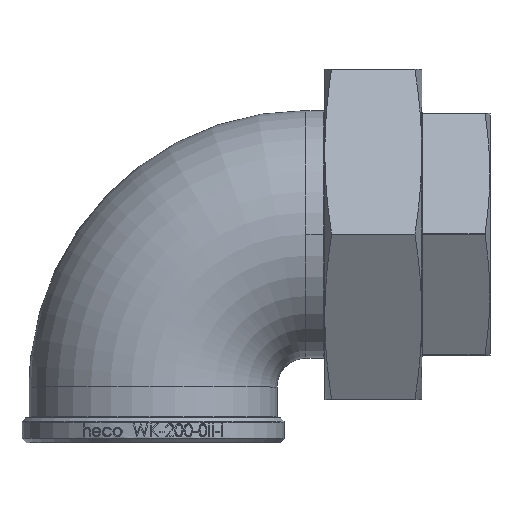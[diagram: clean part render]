
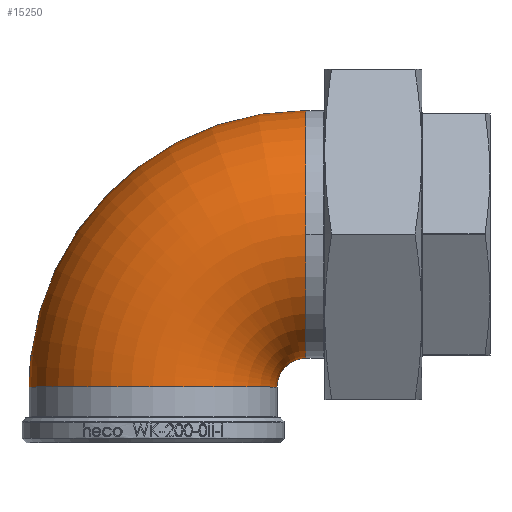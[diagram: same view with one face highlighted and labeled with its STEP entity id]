
A CAD part, top view. The second image highlights one B-rep face of the part: STEP entity #15250.
In plain terms, the highlighted toroidal (fillet/blend) face has major radius 42.5 mm and minor radius 34.5 mm.
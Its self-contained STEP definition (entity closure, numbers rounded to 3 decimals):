
#393 = CIRCLE ( 'NONE', #10431, 34.5 ) ;
#1143 = DIRECTION ( 'NONE',  ( 1., 0., 0. ) ) ;
#1288 = AXIS2_PLACEMENT_3D ( 'NONE', #2889, #16989, #3105 ) ;
#1657 = VERTEX_POINT ( 'NONE', #18449 ) ;
#2583 = TOROIDAL_SURFACE ( 'NONE', #1288, 42.5, 34.5 ) ;
#2882 = CARTESIAN_POINT ( 'NONE',  ( -33.449, 24.3, 6.098 ) ) ;
#2889 = CARTESIAN_POINT ( 'NONE',  ( 42.5, 15.5, 0. ) ) ;
#3105 = DIRECTION ( 'NONE',  ( 0., 1., 0. ) ) ;
#3310 = ORIENTED_EDGE ( 'NONE', *, *, #20039, .F. ) ;
#3624 = AXIS2_PLACEMENT_3D ( 'NONE', #8556, #6508, #13607 ) ;
#4275 = AXIS2_PLACEMENT_3D ( 'NONE', #4523, #9416, #4358 ) ;
#4289 = CIRCLE ( 'NONE', #15886, 34.5 ) ;
#4358 = DIRECTION ( 'NONE',  ( 0., 1., 0. ) ) ;
#4523 = CARTESIAN_POINT ( 'NONE',  ( 42.5, 15.5, 0. ) ) ;
#4675 = DIRECTION ( 'NONE',  ( 0., 1., 0. ) ) ;
#4844 = ORIENTED_EDGE ( 'NONE', *, *, #9084, .F. ) ;
#5675 = ORIENTED_EDGE ( 'NONE', *, *, #14581, .F. ) ;
#6086 = ORIENTED_EDGE ( 'NONE', *, *, #13855, .T. ) ;
#6096 = DIRECTION ( 'NONE',  ( 0., 1., 0. ) ) ;
#6335 = CARTESIAN_POINT ( 'NONE',  ( -33.449, 24.3, 6.098 ) ) ;
#6508 = DIRECTION ( 'NONE',  ( 0., 0., -1. ) ) ;
#7306 = CIRCLE ( 'NONE', #4275, 77. ) ;
#7311 = VERTEX_POINT ( 'NONE', #20897 ) ;
#7542 = EDGE_CURVE ( 'NONE', #7311, #15400, #20495, .T. ) ;
#7754 = CARTESIAN_POINT ( 'NONE',  ( 42.5, 58., 34.5 ) ) ;
#8341 = CARTESIAN_POINT ( 'NONE',  ( -33.816, 24.3, 4.065 ) ) ;
#8448 = DIRECTION ( 'NONE',  ( 0., -1., 0. ) ) ;
#8556 = CARTESIAN_POINT ( 'NONE',  ( 42.5, 15.5, 0. ) ) ;
#9084 = EDGE_CURVE ( 'NONE', #11562, #18794, #9130, .T. ) ;
#9130 = CIRCLE ( 'NONE', #11008, 77. ) ;
#9416 = DIRECTION ( 'NONE',  ( 0., 0., -1. ) ) ;
#9675 = ORIENTED_EDGE ( 'NONE', *, *, #7542, .T. ) ;
#10341 = CARTESIAN_POINT ( 'NONE',  ( 0., 15.5, 0. ) ) ;
#10362 = EDGE_CURVE ( 'NONE', #1657, #13491, #20123, .T. ) ;
#10431 = AXIS2_PLACEMENT_3D ( 'NONE', #13641, #1143, #19005 ) ;
#11008 = AXIS2_PLACEMENT_3D ( 'NONE', #15377, #22320, #4675 ) ;
#11562 = VERTEX_POINT ( 'NONE', #16990 ) ;
#11600 = CARTESIAN_POINT ( 'NONE',  ( -34., 24.261, 0. ) ) ;
#13325 = VERTEX_POINT ( 'NONE', #7754 ) ;
#13350 = CARTESIAN_POINT ( 'NONE',  ( -34., 24.261, 0. ) ) ;
#13491 = VERTEX_POINT ( 'NONE', #15305 ) ;
#13517 = CARTESIAN_POINT ( 'NONE',  ( -34., 24.261, 2.033 ) ) ;
#13607 = DIRECTION ( 'NONE',  ( 0., 1., 0. ) ) ;
#13641 = CARTESIAN_POINT ( 'NONE',  ( 42.5, 58., 0. ) ) ;
#13855 = EDGE_CURVE ( 'NONE', #13491, #18794, #15022, .T. ) ;
#14581 = EDGE_CURVE ( 'NONE', #7311, #11562, #4289, .T. ) ;
#14613 = ORIENTED_EDGE ( 'NONE', *, *, #10362, .T. ) ;
#15022 = B_SPLINE_CURVE_WITH_KNOTS ( 'NONE', 3,
 ( #6335, #15276, #13517, #13350 ),
 .UNSPECIFIED., .F., .F.,
 ( 4, 4 ),
 ( 0., 0.006 ),
 .UNSPECIFIED. ) ;
#15250 = ADVANCED_FACE ( 'NONE', ( #15296 ), #2583, .T. ) ;
#15276 = CARTESIAN_POINT ( 'NONE',  ( -33.819, 24.273, 4.065 ) ) ;
#15296 = FACE_OUTER_BOUND ( 'NONE', #15459, .T. ) ;
#15305 = CARTESIAN_POINT ( 'NONE',  ( -33.449, 24.3, 6.098 ) ) ;
#15377 = CARTESIAN_POINT ( 'NONE',  ( 42.5, 15.5, 0. ) ) ;
#15400 = VERTEX_POINT ( 'NONE', #17873 ) ;
#15442 = ORIENTED_EDGE ( 'NONE', *, *, #15555, .F. ) ;
#15459 = EDGE_LOOP ( 'NONE', ( #4844, #5675, #9675, #15442, #18550, #3310, #14613, #6086 ) ) ;
#15555 = EDGE_CURVE ( 'NONE', #13325, #15400, #19133, .T. ) ;
#15886 = AXIS2_PLACEMENT_3D ( 'NONE', #10341, #8448, #20791 ) ;
#16984 = EDGE_CURVE ( 'NONE', #19047, #13325, #393, .T. ) ;
#16989 = DIRECTION ( 'NONE',  ( 0., 0., -1. ) ) ;
#16990 = CARTESIAN_POINT ( 'NONE',  ( -34.5, 15.5, 0. ) ) ;
#17211 = CARTESIAN_POINT ( 'NONE',  ( -33.995, 24.3, 2.033 ) ) ;
#17873 = CARTESIAN_POINT ( 'NONE',  ( 42.5, 23.5, 0. ) ) ;
#18111 = AXIS2_PLACEMENT_3D ( 'NONE', #20189, #20277, #6096 ) ;
#18449 = CARTESIAN_POINT ( 'NONE',  ( -33.995, 24.3, 0. ) ) ;
#18550 = ORIENTED_EDGE ( 'NONE', *, *, #16984, .F. ) ;
#18794 = VERTEX_POINT ( 'NONE', #11600 ) ;
#19005 = DIRECTION ( 'NONE',  ( 0., 1., 0. ) ) ;
#19047 = VERTEX_POINT ( 'NONE', #22220 ) ;
#19133 = CIRCLE ( 'NONE', #18111, 34.5 ) ;
#20039 = EDGE_CURVE ( 'NONE', #1657, #19047, #7306, .T. ) ;
#20123 = B_SPLINE_CURVE_WITH_KNOTS ( 'NONE', 3,
 ( #22526, #17211, #8341, #2882 ),
 .UNSPECIFIED., .F., .F.,
 ( 4, 4 ),
 ( 0.006, 0.012 ),
 .UNSPECIFIED. ) ;
#20189 = CARTESIAN_POINT ( 'NONE',  ( 42.5, 58., 0. ) ) ;
#20277 = DIRECTION ( 'NONE',  ( 1., 0., 0. ) ) ;
#20495 = CIRCLE ( 'NONE', #3624, 8. ) ;
#20791 = DIRECTION ( 'NONE',  ( -1., 0., 0. ) ) ;
#20897 = CARTESIAN_POINT ( 'NONE',  ( 34.5, 15.5, 0. ) ) ;
#22220 = CARTESIAN_POINT ( 'NONE',  ( 42.5, 92.5, 0. ) ) ;
#22320 = DIRECTION ( 'NONE',  ( 0., 0., -1. ) ) ;
#22526 = CARTESIAN_POINT ( 'NONE',  ( -33.995, 24.3, 0. ) ) ;
